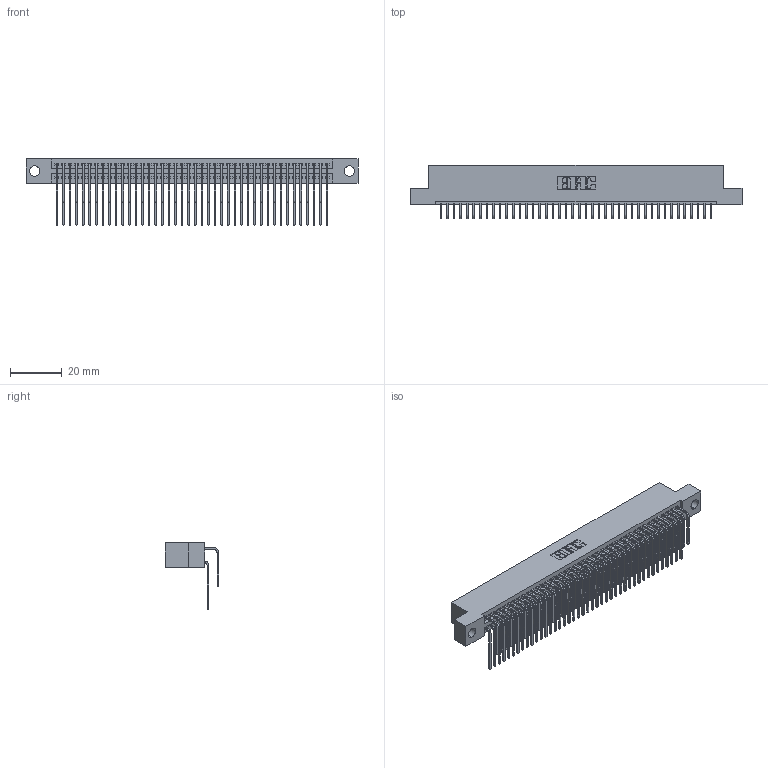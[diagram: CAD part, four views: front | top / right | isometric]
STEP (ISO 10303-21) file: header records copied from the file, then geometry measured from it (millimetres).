
FILE_DESCRIPTION (( 'STEP AP203' ), '1' );
FILE_NAME ('345-084-559-204.STEP', '2021-05-20T13:02:04', ( '' ), ( '' ), 'SwSTEP 2.0', 'SolidWorks 2020', '' );
FILE_SCHEMA (( 'CONFIG_CONTROL_DESIGN' ));
Length unit declared in the file: inch
Products named in the file (4): 345 Part_Flush Mounting Lugs - 0.156 Dia-TI; 345-084-559-204; 345-292-001_559 Tail - 2; 345-292-001_558 559 Tail - 1
Assembly tree (85 placements, depth 2):
  345-084-559-204
    345 Part_Flush Mounting Lugs - 0.156 Dia-TI
    345-292-001_558 559 Tail - 1  x42
    345-292-001_559 Tail - 2  x42
Bounding box: 127.89 x 20.56 x 25.53 mm (x, y, z)
Volume: 12801.9 mm3; surface area: 21053.6 mm2
Topology: 85 solids, 85 shells, 4508 faces, 13397 edges, 8818 vertices
Faces by surface type: plane 3034, cylinder 1474
Entity records: 35025 total; most frequent: CARTESIAN_POINT 5921, ORIENTED_EDGE 5802, DIRECTION 5193, EDGE_CURVE 2901, VECTOR 2561, LINE 2561, VERTEX_POINT 1930, AXIS2_PLACEMENT_3D 1316
